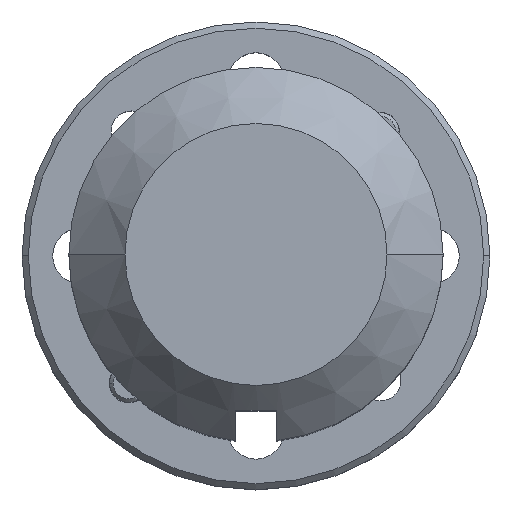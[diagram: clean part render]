
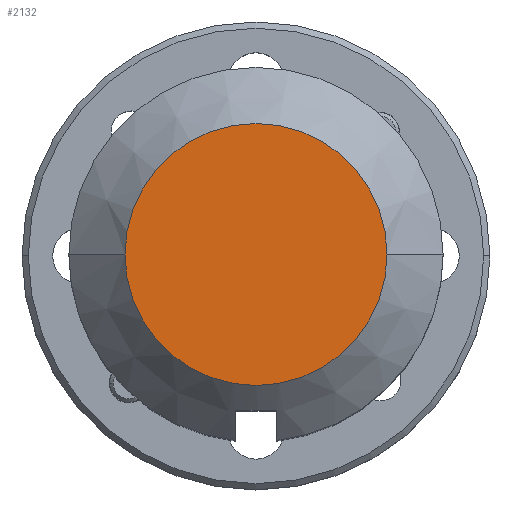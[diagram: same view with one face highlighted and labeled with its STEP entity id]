
A CAD part, top view. The second image highlights one B-rep face of the part: STEP entity #2132.
In plain terms, the highlighted planar face has unit normal (0, 0, 1).
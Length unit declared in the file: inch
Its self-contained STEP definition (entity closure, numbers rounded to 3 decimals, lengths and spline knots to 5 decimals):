
#83 = VERTEX_POINT ( 'NONE', #141 ) ;
#106 = AXIS2_PLACEMENT_3D ( 'NONE', #1659, #445, #1667 ) ;
#141 = CARTESIAN_POINT ( 'NONE',  ( 0.21, 0., 0. ) ) ;
#239 = EDGE_CURVE ( 'NONE', #1990, #83, #243, .T. ) ;
#243 = CIRCLE ( 'NONE', #398, 0.21 ) ;
#312 = PLANE ( 'NONE',  #1696 ) ;
#398 = AXIS2_PLACEMENT_3D ( 'NONE', #399, #2160, #1629 ) ;
#399 = CARTESIAN_POINT ( 'NONE',  ( 0., 0., 0. ) ) ;
#445 = DIRECTION ( 'NONE',  ( 0., 0., 1. ) ) ;
#484 = FACE_OUTER_BOUND ( 'NONE', #1482, .T. ) ;
#653 = CARTESIAN_POINT ( 'NONE',  ( 0.3, 0., 0. ) ) ;
#1036 = ORIENTED_EDGE ( 'NONE', *, *, #239, .T. ) ;
#1226 = ORIENTED_EDGE ( 'NONE', *, *, #2018, .T. ) ;
#1478 = CARTESIAN_POINT ( 'NONE',  ( -0.21, 0., 0. ) ) ;
#1482 = EDGE_LOOP ( 'NONE', ( #1036, #1226 ) ) ;
#1629 = DIRECTION ( 'NONE',  ( 1., 0., 0. ) ) ;
#1659 = CARTESIAN_POINT ( 'NONE',  ( 0., 0., 0. ) ) ;
#1667 = DIRECTION ( 'NONE',  ( 1., 0., 0. ) ) ;
#1696 = AXIS2_PLACEMENT_3D ( 'NONE', #653, #2063, #1885 ) ;
#1885 = DIRECTION ( 'NONE',  ( 1., 0., 0. ) ) ;
#1990 = VERTEX_POINT ( 'NONE', #1478 ) ;
#2018 = EDGE_CURVE ( 'NONE', #83, #1990, #2030, .T. ) ;
#2030 = CIRCLE ( 'NONE', #106, 0.21 ) ;
#2063 = DIRECTION ( 'NONE',  ( 0., 0., 1. ) ) ;
#2132 = ADVANCED_FACE ( 'NONE', ( #484 ), #312, .T. ) ;
#2160 = DIRECTION ( 'NONE',  ( 0., 0., 1. ) ) ;
